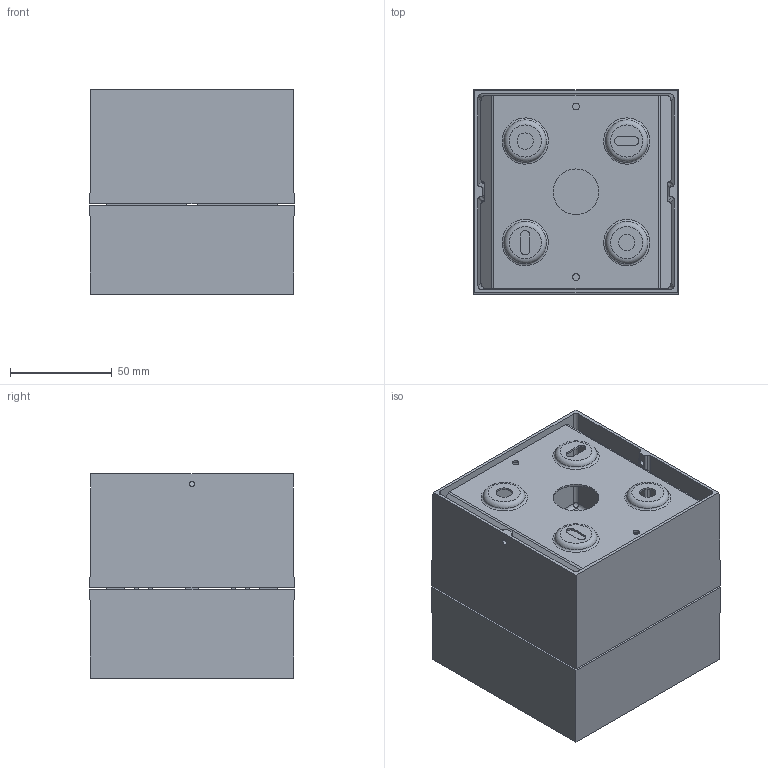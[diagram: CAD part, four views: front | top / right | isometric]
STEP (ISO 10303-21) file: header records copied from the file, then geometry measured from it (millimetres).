
FILE_DESCRIPTION(/* description */ ('This is a sample STEP configuration'),/* implementation_level */ '2;1');
FILE_NAME(/* name */ '629-50121xxx SIMPLE.ipt_Rev_01.3.stp',/* time_stamp */ '2023-04-27T15:34:49+02:00',/* author */ ('powerJobs'),/* organization */ ('coolOrange'),/* preprocessor_version */ 'ST-DEVELOPER v19.2',/* originating_system */ 'Autodesk Inventor 2023',/* authorisation */ '');
FILE_SCHEMA (('AUTOMOTIVE_DESIGN { 1 0 10303 214 3 1 1 }'));
Products named in the file (1): ENG000017806
Bounding box: 100.5 x 100.5 x 100.5 mm (x, y, z)
Volume: 232480.6 mm3; surface area: 174594.9 mm2
Topology: 3 solids, 6 shells, 1087 faces, 2678 edges, 1611 vertices
Faces by surface type: plane 446, cylinder 335, bspline 201, torus 41, cone 34, sphere 30
Full cylindrical faces by diameter (mm): 2.09 x4, 2.459 x2, 3.3 x2, 8 x2, 22.5 x1
Entity records: 46619 total; most frequent: CARTESIAN_POINT 21723, ORIENTED_EDGE 5292, DIRECTION 4942, EDGE_CURVE 2646, AXIS2_PLACEMENT_3D 1778, VERTEX_POINT 1611, LINE 1386, VECTOR 1386
